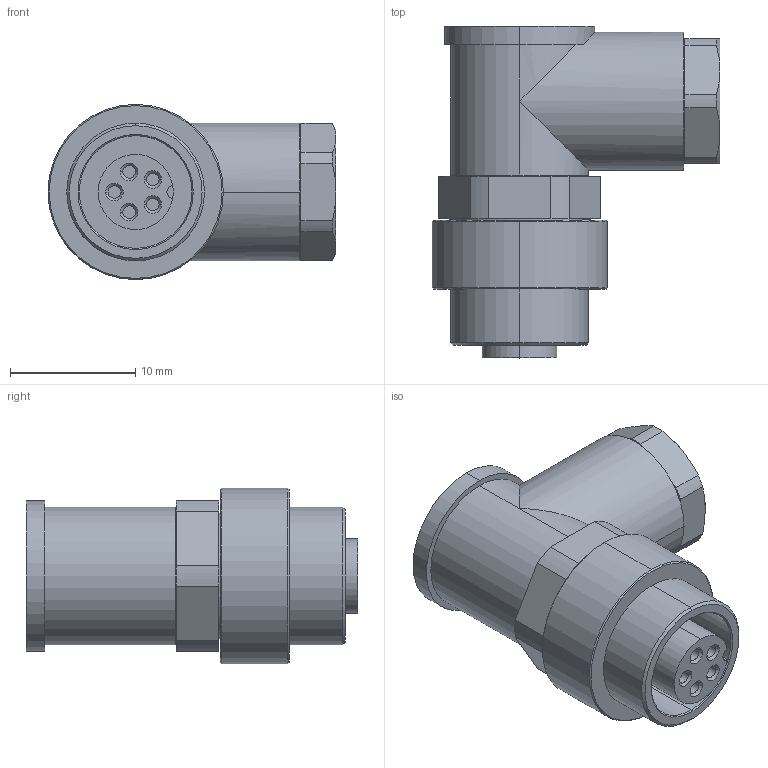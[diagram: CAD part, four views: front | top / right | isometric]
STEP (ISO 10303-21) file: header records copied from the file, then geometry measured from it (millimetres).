
FILE_DESCRIPTION((''),'2;1');
FILE_NAME('99-0414-70-05.stp','2005-04-19T14:09:22',('generator'),(''),'Autodesk Inventor 7','Autodesk Inventor 7','');
FILE_SCHEMA(('AUTOMOTIVE_DESIGN { 1 0 10303 214 1 1 1 1 }'));
Length unit declared in the file: millimetre
Products named in the file (1): 99-0414-70-05
Bounding box: 23 x 26.5 x 14 mm (x, y, z)
Volume: 3612.6 mm3; surface area: 2292.4 mm2
Topology: 1 solids, 1 shells, 107 faces, 244 edges, 154 vertices
Faces by surface type: cylinder 49, plane 32, cone 24, torus 2
Entity records: 3061 total; most frequent: DIRECTION 576, CARTESIAN_POINT 544, ORIENTED_EDGE 488, EDGE_CURVE 244, AXIS2_PLACEMENT_3D 238, VERTEX_POINT 154, CIRCLE 126, EDGE_LOOP 122
